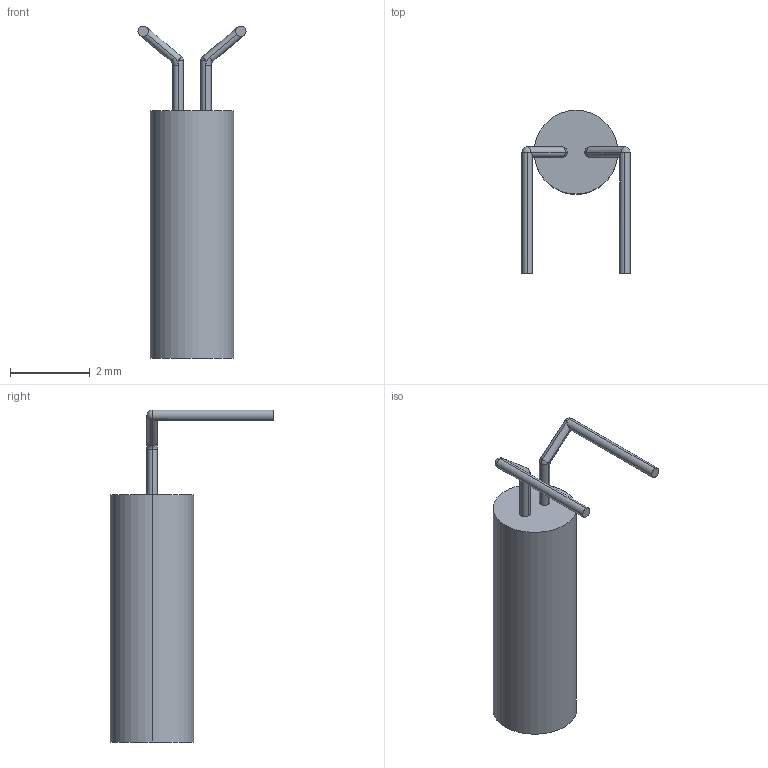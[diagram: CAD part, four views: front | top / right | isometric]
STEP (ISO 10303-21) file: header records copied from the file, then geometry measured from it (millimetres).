
FILE_DESCRIPTION (( 'STEP AP203' ), '1' );
FILE_NAME ('RALTRON R26 Xtal.STEP', '2017-08-07T11:55:34', ( 'User' ), ( 'Hewlett-Packard Company' ), 'SwSTEP 2.0', 'SolidWorks 2006303', '' );
FILE_SCHEMA (( 'CONFIG_CONTROL_DESIGN' ));
Length unit declared in the file: millimetre
Products named in the file (1): RALTRON R26 Xtal
Bounding box: 2.71 x 4.1 x 8.33 mm (x, y, z)
Volume: 22.1 mm3; surface area: 56.7 mm2
Topology: 1 solids, 1 shells, 40 faces, 90 edges, 48 vertices
Faces by surface type: cylinder 22, plane 8, sphere 6, torus 4
Entity records: 1141 total; most frequent: DIRECTION 208, CARTESIAN_POINT 191, ORIENTED_EDGE 168, AXIS2_PLACEMENT_3D 89, EDGE_CURVE 84, VERTEX_POINT 48, CIRCLE 48, EDGE_LOOP 42
